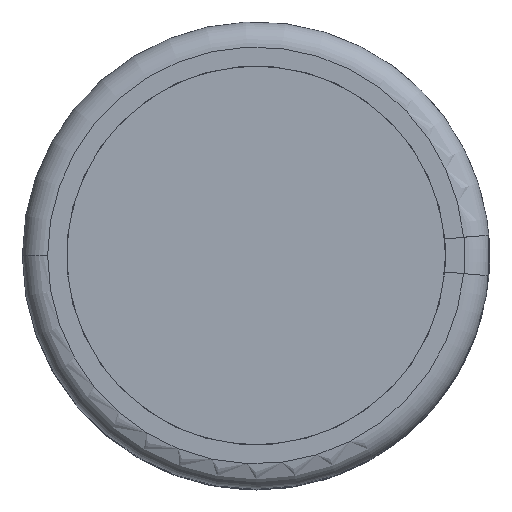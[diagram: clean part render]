
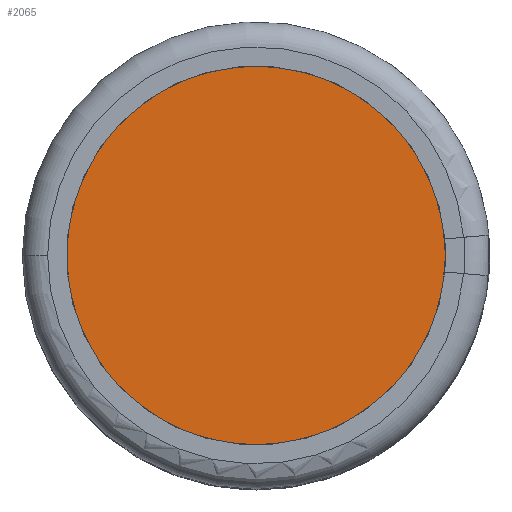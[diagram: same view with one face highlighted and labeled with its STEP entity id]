
A CAD part, top view. The second image highlights one B-rep face of the part: STEP entity #2065.
In plain terms, the highlighted planar face has unit normal (0, 0, 1).
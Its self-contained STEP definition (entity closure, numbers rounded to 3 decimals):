
#1995=CARTESIAN_POINT('',(7.5,0.0,21.3));
#1996=VERTEX_POINT('',#1995);
#2005=CARTESIAN_POINT('',(-7.5,0.,21.3));
#2006=VERTEX_POINT('',#2005);
#2007=CARTESIAN_POINT('',(0.0,0.0,21.3));
#2008=DIRECTION('',(0.0,0.0,-1.0));
#2009=DIRECTION('',(1.0,0.0,0.0));
#2010=AXIS2_PLACEMENT_3D('',#2007,#2008,#2009);
#2011=CIRCLE('',#2010,7.5);
#2012=EDGE_CURVE('',#1996,#2006,#2011,.T.);
#2046=CARTESIAN_POINT('',(0.0,0.0,21.3));
#2047=DIRECTION('',(0.0,0.0,-1.0));
#2048=DIRECTION('',(1.0,0.0,0.0));
#2049=AXIS2_PLACEMENT_3D('',#2046,#2047,#2048);
#2050=CIRCLE('',#2049,7.5);
#2051=EDGE_CURVE('',#2006,#1996,#2050,.T.);
#2056=CARTESIAN_POINT('',(0.0,0.0,21.3));
#2057=DIRECTION('',(0.0,0.0,1.0));
#2058=DIRECTION('',(1.0,0.0,0.0));
#2059=AXIS2_PLACEMENT_3D('',#2056,#2057,#2058);
#2060=PLANE('',#2059);
#2061=ORIENTED_EDGE('',*,*,#2012,.F.);
#2062=ORIENTED_EDGE('',*,*,#2051,.F.);
#2063=EDGE_LOOP('',(#2061,#2062));
#2064=FACE_OUTER_BOUND('',#2063,.T.);
#2065=ADVANCED_FACE('',(#2064),#2060,.T.);
